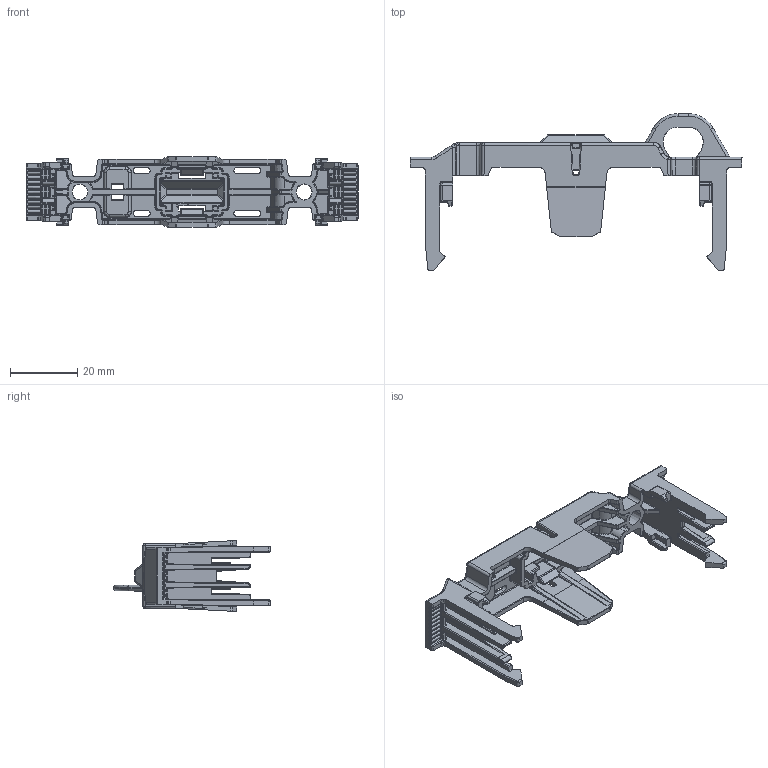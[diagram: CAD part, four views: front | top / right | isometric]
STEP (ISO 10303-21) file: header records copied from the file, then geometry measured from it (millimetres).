
FILE_DESCRIPTION (( 'STEP AP214' ), '1' );
FILE_NAME ('CVRI-RH-25030.step', '2016-05-31T19:51:08', ( '' ), ( '' ), 'SwSTEP 2.0', 'SolidWorks 2016', '' );
FILE_SCHEMA (( 'AUTOMOTIVE_DESIGN' ));
Length unit declared in the file: inch
Products named in the file (1): CVRI-RH-25030
Bounding box: 99.09 x 46.8 x 21.18 mm (x, y, z)
Volume: 9150.8 mm3; surface area: 12430.2 mm2
Topology: 1 solids, 1 shells, 2459 faces, 5795 edges, 3278 vertices
Faces by surface type: cylinder 1074, bspline 939, plane 431, cone 15
Entity records: 120606 total; most frequent: CARTESIAN_POINT 39764, ORIENTED_EDGE 11476, DIRECTION 8510, EDGE_CURVE 5738, VERTEX_POINT 3274, AXIS2_PLACEMENT_3D 3073, EDGE_LOOP 2474, LENGTH_MEASURE_WITH_UNIT 2460
